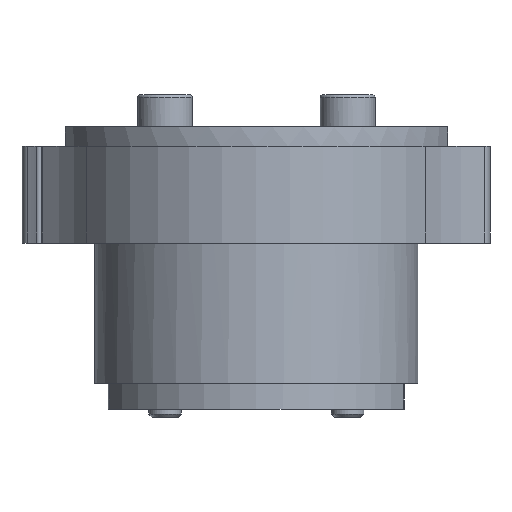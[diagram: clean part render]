
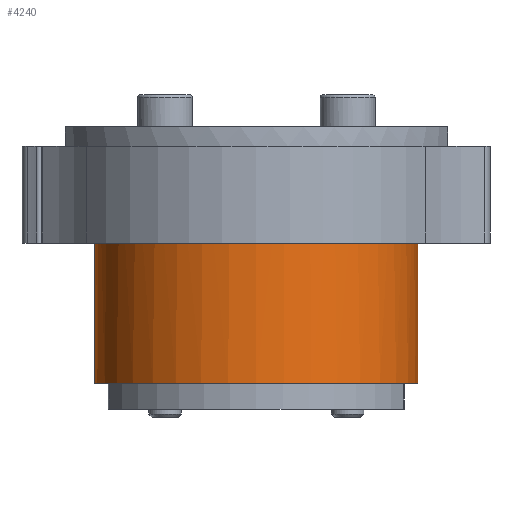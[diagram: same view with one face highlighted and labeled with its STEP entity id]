
A CAD part, front view. The second image highlights one B-rep face of the part: STEP entity #4240.
In plain terms, the highlighted cylindrical face has radius 25 mm (diameter 50 mm), a partial arc.
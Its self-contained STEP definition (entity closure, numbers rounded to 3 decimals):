
#131=CYLINDRICAL_SURFACE('',#4747,25.);
#359=FACE_OUTER_BOUND('',#598,.T.);
#598=EDGE_LOOP('',(#3584,#3585,#3586,#3587,#3588,#3589));
#692=LINE('',#6326,#1000);
#693=LINE('',#6328,#1001);
#1000=VECTOR('',#5036,10.);
#1001=VECTOR('',#5039,10.);
#1397=CIRCLE('',#4552,25.);
#1450=CIRCLE('',#4682,25.);
#1452=CIRCLE('',#4684,25.);
#1483=CIRCLE('',#4745,25.);
#1570=VERTEX_POINT('',#6296);
#1571=VERTEX_POINT('',#6298);
#1578=VERTEX_POINT('',#6313);
#1581=VERTEX_POINT('',#6319);
#1763=VERTEX_POINT('',#6858);
#1764=VERTEX_POINT('',#6859);
#1991=EDGE_CURVE('',#1578,#1571,#692,.T.);
#1993=EDGE_CURVE('',#1570,#1581,#693,.T.);
#2235=EDGE_CURVE('',#1763,#1764,#1397,.T.);
#2395=EDGE_CURVE('',#1764,#1581,#1450,.T.);
#2397=EDGE_CURVE('',#1578,#1763,#1452,.T.);
#2428=EDGE_CURVE('',#1571,#1570,#1483,.T.);
#3584=ORIENTED_EDGE('',*,*,#2428,.T.);
#3585=ORIENTED_EDGE('',*,*,#1993,.T.);
#3586=ORIENTED_EDGE('',*,*,#2395,.F.);
#3587=ORIENTED_EDGE('',*,*,#2235,.F.);
#3588=ORIENTED_EDGE('',*,*,#2397,.F.);
#3589=ORIENTED_EDGE('',*,*,#1991,.T.);
#4240=ADVANCED_FACE('',(#359),#131,.T.);
#4552=AXIS2_PLACEMENT_3D('',#6860,#5505,#5506);
#4682=AXIS2_PLACEMENT_3D('',#7174,#5872,#5873);
#4684=AXIS2_PLACEMENT_3D('',#7176,#5876,#5877);
#4745=AXIS2_PLACEMENT_3D('',#7237,#5998,#5999);
#4747=AXIS2_PLACEMENT_3D('',#7239,#6002,#6003);
#5036=DIRECTION('',(0.,0.,-1.));
#5039=DIRECTION('',(0.,0.,1.));
#5505=DIRECTION('center_axis',(0.,0.,
1.));
#5506=DIRECTION('ref_axis',(-1.,0.,0.));
#5872=DIRECTION('center_axis',(0.,0.,
1.));
#5873=DIRECTION('ref_axis',(-1.,0.,0.));
#5876=DIRECTION('center_axis',(0.,0.,
1.));
#5877=DIRECTION('ref_axis',(-1.,0.,0.));
#5998=DIRECTION('center_axis',(0.,0.,
1.));
#5999=DIRECTION('ref_axis',(-1.,0.,0.));
#6002=DIRECTION('center_axis',(0.,0.,
1.));
#6003=DIRECTION('ref_axis',(-1.,0.,0.));
#6296=CARTESIAN_POINT('',(25.,0.,-21.75));
#6298=CARTESIAN_POINT('',(-25.,0.,-21.75));
#6313=CARTESIAN_POINT('',(-25.,0.,15.));
#6319=CARTESIAN_POINT('',(25.,0.,15.));
#6326=CARTESIAN_POINT('',(-25.,0.,-21.75));
#6328=CARTESIAN_POINT('',(25.,0.,-21.75));
#6858=CARTESIAN_POINT('',(-24.955,-1.5,15.));
#6859=CARTESIAN_POINT('',(24.955,-1.5,15.));
#6860=CARTESIAN_POINT('Origin',(0.,0.,
15.));
#7174=CARTESIAN_POINT('Origin',(0.,0.,
15.));
#7176=CARTESIAN_POINT('Origin',(0.,0.,
15.));
#7237=CARTESIAN_POINT('Origin',(0.,0.,
-21.75));
#7239=CARTESIAN_POINT('Origin',(0.,0.,
-21.75));
